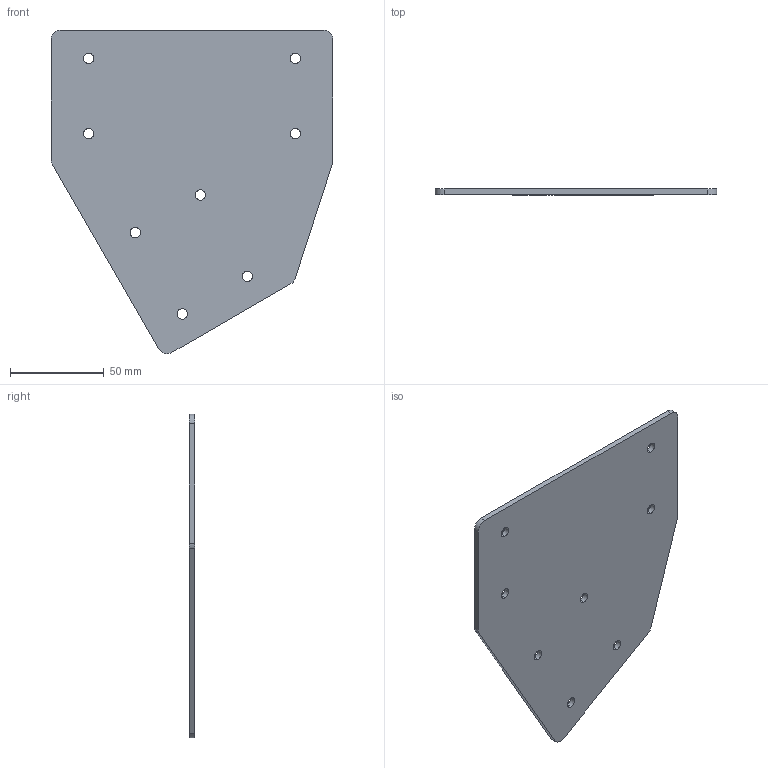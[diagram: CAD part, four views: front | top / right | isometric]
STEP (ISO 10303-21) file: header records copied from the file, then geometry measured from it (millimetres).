
FILE_DESCRIPTION (( 'STEP AP214' ), '1' );
FILE_NAME ('Steering Upright Brackets.STEP', '2025-06-04T21:54:35', ( '' ), ( '' ), 'SwSTEP 2.0', 'SolidWorks 2022', '' );
FILE_SCHEMA (( 'AUTOMOTIVE_DESIGN' ));
Length unit declared in the file: millimetre
Products named in the file (1): Steering Upright Brackets
Bounding box: 150 x 3 x 172.09 mm (x, y, z)
Volume: 59662.3 mm3; surface area: 41841.1 mm2
Topology: 1 solids, 1 shells, 31 faces, 87 edges, 58 vertices
Faces by surface type: cylinder 23, plane 8
Entity records: 1093 total; most frequent: DIRECTION 197, CARTESIAN_POINT 177, ORIENTED_EDGE 174, EDGE_CURVE 87, AXIS2_PLACEMENT_3D 78, VERTEX_POINT 58, EDGE_LOOP 47, CIRCLE 46
